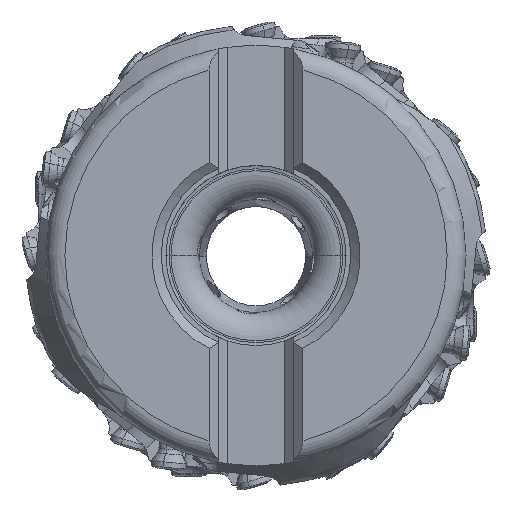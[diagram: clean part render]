
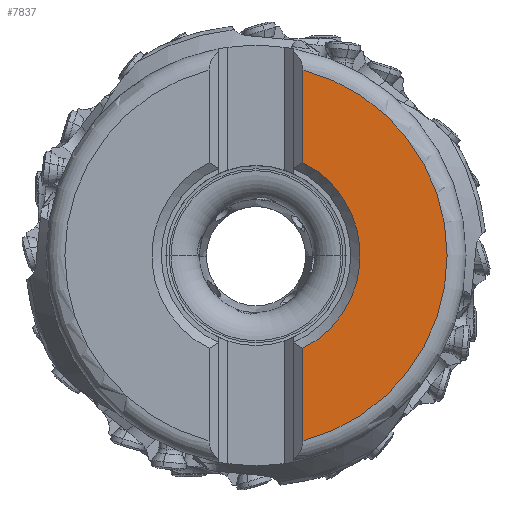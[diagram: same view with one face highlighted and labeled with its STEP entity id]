
A CAD part, top view. The second image highlights one B-rep face of the part: STEP entity #7837.
In plain terms, the highlighted planar face has unit normal (0, 0, 1).
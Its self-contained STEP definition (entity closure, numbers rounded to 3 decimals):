
#1474=PLANE('',#48527);
#3216=LINE('',#82748,#5546);
#3221=LINE('',#82767,#5551);
#5546=VECTOR('',#56053,1.);
#5551=VECTOR('',#56074,1.);
#7837=ADVANCED_FACE('',(#11616),#1474,.T.);
#11616=FACE_OUTER_BOUND('',#14194,.T.);
#14194=EDGE_LOOP('',(#22475,#22476,#22477,#22478,#22479));
#16663=CIRCLE('',#48516,20.225);
#16664=CIRCLE('',#48517,20.225);
#16667=CIRCLE('',#48525,11.025);
#22475=ORIENTED_EDGE('',*,*,#39704,.F.);
#22476=ORIENTED_EDGE('',*,*,#39705,.F.);
#22477=ORIENTED_EDGE('',*,*,#39691,.F.);
#22478=ORIENTED_EDGE('',*,*,#39690,.F.);
#22479=ORIENTED_EDGE('',*,*,#39696,.F.);
#34390=VERTEX_POINT('',#82701);
#34391=VERTEX_POINT('',#82702);
#34392=VERTEX_POINT('',#82704);
#34394=VERTEX_POINT('',#82746);
#34397=VERTEX_POINT('',#82764);
#39690=EDGE_CURVE('',#34390,#34391,#16663,.T.);
#39691=EDGE_CURVE('',#34391,#34392,#16664,.T.);
#39696=EDGE_CURVE('',#34394,#34390,#3216,.T.);
#39704=EDGE_CURVE('',#34397,#34394,#16667,.T.);
#39705=EDGE_CURVE('',#34392,#34397,#3221,.T.);
#48516=AXIS2_PLACEMENT_3D('',#82700,#56047,#56048);
#48517=AXIS2_PLACEMENT_3D('',#82703,#56049,#56050);
#48525=AXIS2_PLACEMENT_3D('',#82765,#56070,#56071);
#48527=AXIS2_PLACEMENT_3D('',#82768,#56075,#56076);
#56047=DIRECTION('',(0.,0.,-1.));
#56048=DIRECTION('',(0.246,0.969,0.));
#56049=DIRECTION('',(0.,0.,-1.));
#56050=DIRECTION('',(1.,-0.001,0.));
#56053=DIRECTION('',(0.,1.,0.));
#56070=DIRECTION('',(0.,0.,1.));
#56071=DIRECTION('',(0.451,-0.893,0.));
#56074=DIRECTION('',(0.,1.,0.));
#56075=DIRECTION('',(0.,0.,1.));
#56076=DIRECTION('',(-1.,0.,0.));
#82700=CARTESIAN_POINT('',(0.,0.,0.));
#82701=CARTESIAN_POINT('',(4.97,19.605,0.));
#82702=CARTESIAN_POINT('',(20.225,-0.02,0.));
#82703=CARTESIAN_POINT('',(0.,0.,0.));
#82704=CARTESIAN_POINT('',(4.97,-19.605,0.));
#82746=CARTESIAN_POINT('',(4.97,9.841,0.));
#82748=CARTESIAN_POINT('',(4.97,9.841,0.));
#82764=CARTESIAN_POINT('',(4.97,-9.841,0.));
#82765=CARTESIAN_POINT('',(0.,0.,0.));
#82767=CARTESIAN_POINT('',(4.97,-19.605,0.));
#82768=CARTESIAN_POINT('',(12.597,0.,0.));
